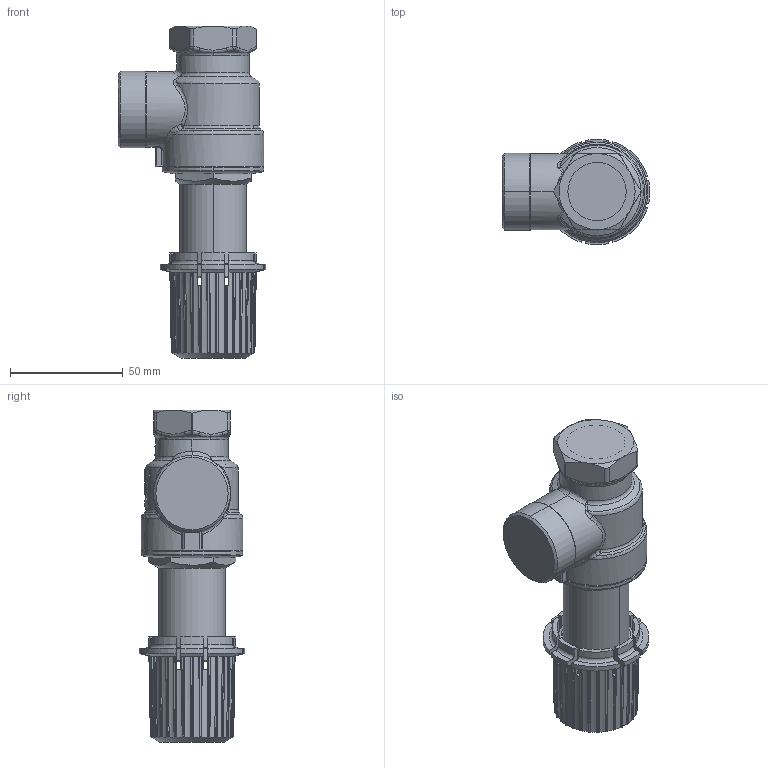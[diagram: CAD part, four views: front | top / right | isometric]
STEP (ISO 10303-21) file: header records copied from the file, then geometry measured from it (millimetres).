
FILE_DESCRIPTION((''),'2;1');
FILE_NAME('003L6007-BIM_SW0001','2022-11-28T14:43:28',('F09560'),(''),'CREO PARAMETRIC BY PTC INC, 2020342','CREO PARAMETRIC BY PTC INC, 2020342','');
FILE_SCHEMA(('AUTOMOTIVE_DESIGN { 1 0 10303 214 1 1 1 1 }'));
Length unit declared in the file: millimetre
Products named in the file (1): 003L6007-BIM_SW0001
Bounding box: 65.34 x 46.68 x 147 mm (x, y, z)
Volume: 87346.8 mm3; surface area: 48513.6 mm2
Topology: 1 solids, 1 shells, 809 faces, 2243 edges, 1442 vertices
Faces by surface type: cylinder 231, plane 197, bspline 185, cone 101, extrusion 54, torus 33, sphere 8
Entity records: 42109 total; most frequent: CARTESIAN_POINT 19602, ORIENTED_EDGE 4486, DIRECTION 2945, EDGE_CURVE 2243, VERTEX_POINT 1442, AXIS2_PLACEMENT_3D 1105, B_SPLINE_CURVE_WITH_KNOTS 1095, EDGE_LOOP 835
